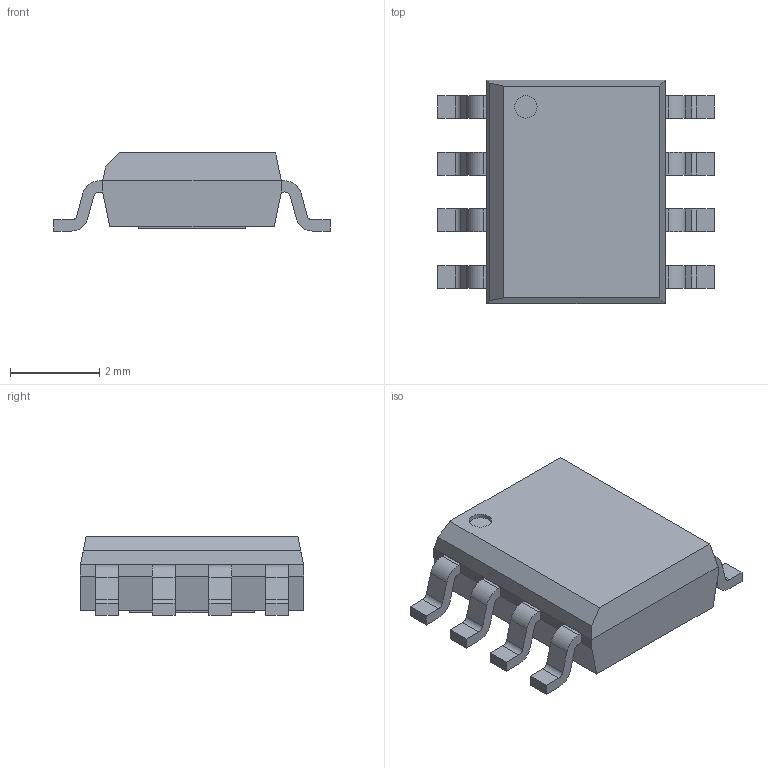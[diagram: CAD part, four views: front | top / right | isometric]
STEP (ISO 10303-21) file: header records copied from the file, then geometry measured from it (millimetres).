
FILE_DESCRIPTION(/* description */ (''),/* implementation_level */ '2;1');
FILE_NAME(/* name */ 'SOIC127P600X175-9N-R241X279.stp',/* time_stamp */ '2017-02-28T17:06:59+01:00',/* author */ ('bcivel'),/* organization */ (''),/* preprocessor_version */ 'ST-DEVELOPER v16.1',/* originating_system */ 'AutoCAD Mechanical',/* authorisation */ '');
FILE_SCHEMA (('AUTOMOTIVE_DESIGN { 1 0 10303 214 3 1 1 }'));
Length unit declared in the file: millimetre
Products named in the file (1): Product
Bounding box: 6.2 x 5 x 1.75 mm (x, y, z)
Volume: 33.5 mm3; surface area: 101.4 mm2
Topology: 10 solids, 10 shells, 133 faces, 332 edges, 220 vertices
Faces by surface type: plane 100, cylinder 33
Full cylindrical faces by diameter (mm): 0.5 x1
Entity records: 3965 total; most frequent: CARTESIAN_POINT 685, DIRECTION 665, ORIENTED_EDGE 662, EDGE_CURVE 331, LINE 265, VECTOR 265, VERTEX_POINT 220, AXIS2_PLACEMENT_3D 200
